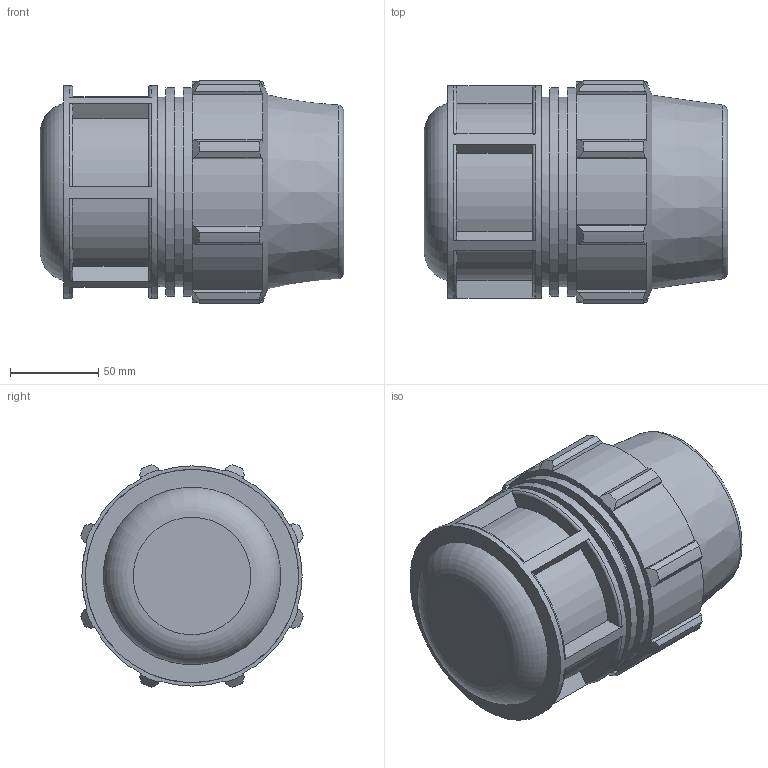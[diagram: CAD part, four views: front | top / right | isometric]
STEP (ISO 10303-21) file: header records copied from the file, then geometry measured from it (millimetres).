
FILE_DESCRIPTION(/* description */ ('PLASSON END PLUG 75'),/* implementation_level */ '2;1');
FILE_NAME(/* name */ '0712060750A.ipt.stp',/* time_stamp */ '2018-03-25T20:10:44+03:00',/* author */ ('Кирилл'),/* organization */ (''),/* preprocessor_version */ 'ST-DEVELOPER v15.6',/* originating_system */ 'Autodesk Inventor 2015',/* authorisation */ '');
FILE_SCHEMA (('AUTOMOTIVE_DESIGN { 1 0 10303 214 3 1 1 }'));
Length unit declared in the file: millimetre
Products named in the file (1): 0712060750A
Bounding box: 172 x 126.08 x 126.08 mm (x, y, z)
Volume: 962635.3 mm3; surface area: 136675.7 mm2
Topology: 1 solids, 1 shells, 121 faces, 314 edges, 208 vertices
Faces by surface type: plane 66, cylinder 28, torus 15, cone 12
Full cylindrical faces by diameter (mm): 75 x1, 107.2 x2, 118.188 x2, 120.6 x1
Entity records: 3785 total; most frequent: CARTESIAN_POINT 904, ORIENTED_EDGE 594, DIRECTION 582, EDGE_CURVE 297, AXIS2_PLACEMENT_3D 219, VERTEX_POINT 205, EDGE_LOOP 148, LINE 144
